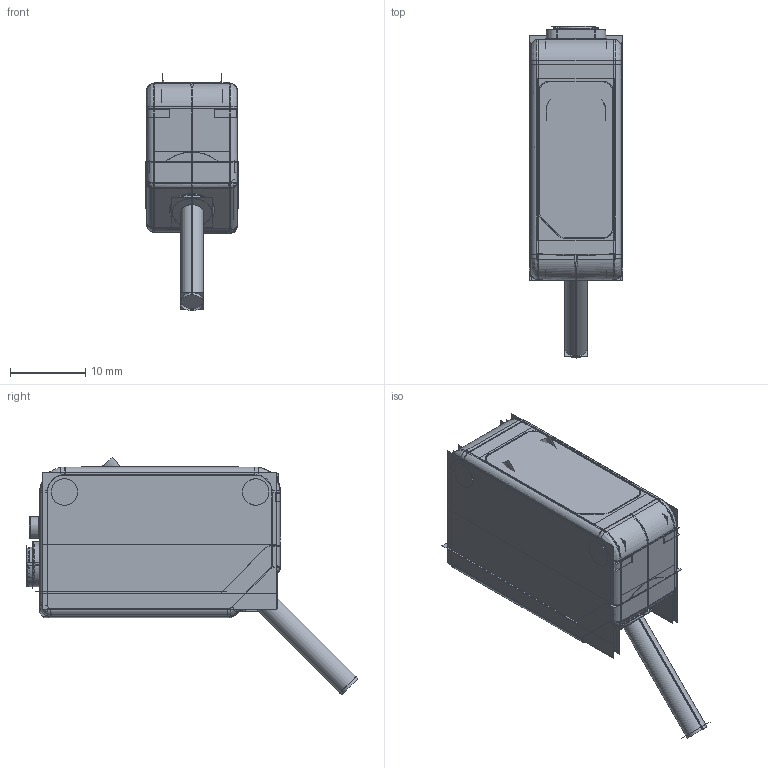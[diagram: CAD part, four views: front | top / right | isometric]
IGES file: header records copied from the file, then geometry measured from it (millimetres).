
Start section:  PTC IGES file: 209015.igs
Global section: file name: 209015.igs; native system: Creo Parametric by PTC Inc.; preprocessor: 2018300; author: pdmadmin; organization: Unknown; date: 20190402.073447; units: millimetre
Bounding box: 12.48 x 44.09 x 31.55 mm (x, y, z)
Volume: 2675.3 mm3; surface area: 43084.3 mm2
Topology: 15 solids, 17 shells, 1514 faces, 7376 edges, 9157 vertices
Faces by surface type: bspline 880, revolution 634
